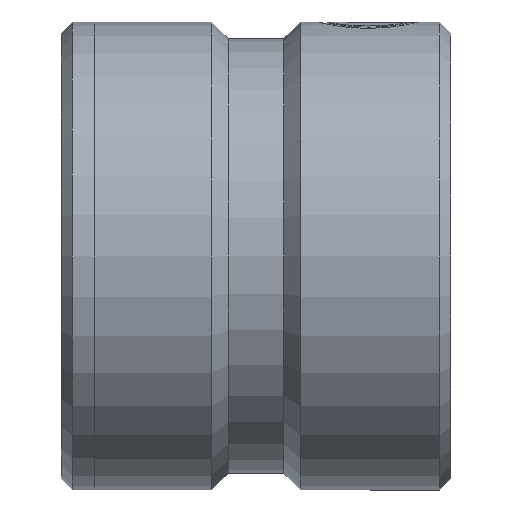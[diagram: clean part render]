
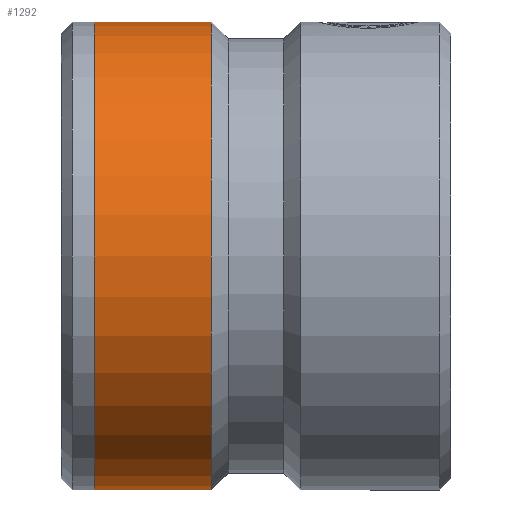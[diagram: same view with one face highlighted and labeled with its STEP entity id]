
A CAD part, left-side view. The second image highlights one B-rep face of the part: STEP entity #1292.
In plain terms, the highlighted cylindrical face has radius 21 mm (diameter 42 mm), a partial arc.
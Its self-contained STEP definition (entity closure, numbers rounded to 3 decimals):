
#67 = LINE ( 'NONE', #1187, #636 ) ;
#194 = ORIENTED_EDGE ( 'NONE', *, *, #683, .F. ) ;
#198 = CARTESIAN_POINT ( 'NONE',  ( 0., 32., 0. ) ) ;
#269 = VECTOR ( 'NONE', #680, 1000. ) ;
#275 = FACE_OUTER_BOUND ( 'NONE', #982, .T. ) ;
#322 = DIRECTION ( 'NONE',  ( 0., 0., -1. ) ) ;
#339 = CARTESIAN_POINT ( 'NONE',  ( 0., 21.5, 0. ) ) ;
#392 = CARTESIAN_POINT ( 'NONE',  ( 0., 0., 0. ) ) ;
#442 = AXIS2_PLACEMENT_3D ( 'NONE', #392, #763, #639 ) ;
#460 = DIRECTION ( 'NONE',  ( 0., 0., -1. ) ) ;
#477 = CARTESIAN_POINT ( 'NONE',  ( 0., 21.5, 21. ) ) ;
#501 = ORIENTED_EDGE ( 'NONE', *, *, #607, .T. ) ;
#533 = CYLINDRICAL_SURFACE ( 'NONE', #442, 21. ) ;
#604 = AXIS2_PLACEMENT_3D ( 'NONE', #339, #1203, #460 ) ;
#607 = EDGE_CURVE ( 'NONE', #1469, #1080, #67, .T. ) ;
#636 = VECTOR ( 'NONE', #1059, 1000. ) ;
#639 = DIRECTION ( 'NONE',  ( 0., 0., -1. ) ) ;
#680 = DIRECTION ( 'NONE',  ( 0., -1., 0. ) ) ;
#683 = EDGE_CURVE ( 'NONE', #1236, #1445, #981, .T. ) ;
#763 = DIRECTION ( 'NONE',  ( 0., -1., 0. ) ) ;
#768 = CIRCLE ( 'NONE', #833, 21. ) ;
#828 = EDGE_CURVE ( 'NONE', #1236, #1469, #768, .T. ) ;
#833 = AXIS2_PLACEMENT_3D ( 'NONE', #198, #1061, #322 ) ;
#981 = LINE ( 'NONE', #1418, #269 ) ;
#982 = EDGE_LOOP ( 'NONE', ( #194, #1124, #501, #1016 ) ) ;
#1016 = ORIENTED_EDGE ( 'NONE', *, *, #1331, .F. ) ;
#1026 = CARTESIAN_POINT ( 'NONE',  ( 0., 21.5, -21. ) ) ;
#1059 = DIRECTION ( 'NONE',  ( 0., -1., 0. ) ) ;
#1061 = DIRECTION ( 'NONE',  ( 0., -1., 0. ) ) ;
#1080 = VERTEX_POINT ( 'NONE', #1026 ) ;
#1095 = CARTESIAN_POINT ( 'NONE',  ( 0., 32., -21. ) ) ;
#1124 = ORIENTED_EDGE ( 'NONE', *, *, #828, .T. ) ;
#1187 = CARTESIAN_POINT ( 'NONE',  ( 0., 0., -21. ) ) ;
#1203 = DIRECTION ( 'NONE',  ( 0., -1., 0. ) ) ;
#1236 = VERTEX_POINT ( 'NONE', #1541 ) ;
#1292 = ADVANCED_FACE ( 'NONE', ( #275 ), #533, .T. ) ;
#1331 = EDGE_CURVE ( 'NONE', #1445, #1080, #1470, .T. ) ;
#1418 = CARTESIAN_POINT ( 'NONE',  ( 0., 0., 21. ) ) ;
#1445 = VERTEX_POINT ( 'NONE', #477 ) ;
#1469 = VERTEX_POINT ( 'NONE', #1095 ) ;
#1470 = CIRCLE ( 'NONE', #604, 21. ) ;
#1541 = CARTESIAN_POINT ( 'NONE',  ( 0., 32., 21. ) ) ;
